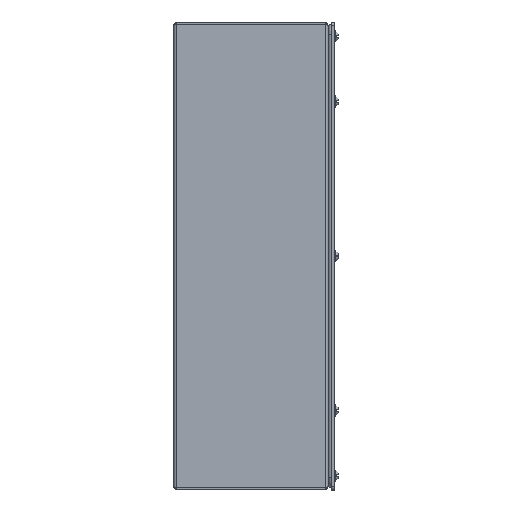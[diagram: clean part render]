
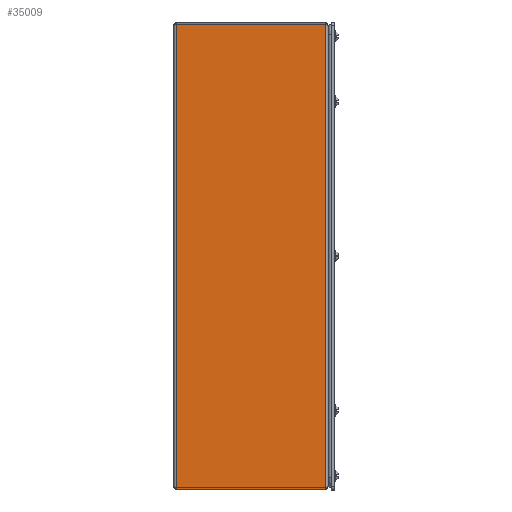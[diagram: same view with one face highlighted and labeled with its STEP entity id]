
A CAD part, left-side view. The second image highlights one B-rep face of the part: STEP entity #35009.
In plain terms, the highlighted planar face has unit normal (-1, 0, 0).
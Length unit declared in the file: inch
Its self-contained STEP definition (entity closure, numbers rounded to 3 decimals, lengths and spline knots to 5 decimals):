
#1727 = EDGE_CURVE ( 'NONE', #17038, #26360, #13684, .T. ) ;
#1803 = EDGE_CURVE ( 'NONE', #17038, #24599, #29172, .T. ) ;
#3737 = DIRECTION ( 'NONE',  ( 0., 0., -1. ) ) ;
#6966 = ORIENTED_EDGE ( 'NONE', *, *, #37445, .T. ) ;
#7376 = ORIENTED_EDGE ( 'NONE', *, *, #1727, .T. ) ;
#7976 = DIRECTION ( 'NONE',  ( 1., 0., 0. ) ) ;
#8254 = DIRECTION ( 'NONE',  ( 0., 0., 1. ) ) ;
#11989 = VECTOR ( 'NONE', #17128, 39.37008 ) ;
#13550 = EDGE_CURVE ( 'NONE', #14049, #24599, #17832, .T. ) ;
#13684 = LINE ( 'NONE', #36369, #32455 ) ;
#14049 = VERTEX_POINT ( 'NONE', #18817 ) ;
#16591 = CARTESIAN_POINT ( 'NONE',  ( -9.0675, 5.89, 9.0625 ) ) ;
#17038 = VERTEX_POINT ( 'NONE', #16591 ) ;
#17128 = DIRECTION ( 'NONE',  ( 0., -1., 0. ) ) ;
#17341 = FACE_OUTER_BOUND ( 'NONE', #17592, .T. ) ;
#17592 = EDGE_LOOP ( 'NONE', ( #6966, #28403, #35213, #7376 ) ) ;
#17832 = LINE ( 'NONE', #40512, #18722 ) ;
#18722 = VECTOR ( 'NONE', #8254, 39.37008 ) ;
#18817 = CARTESIAN_POINT ( 'NONE',  ( -9.0675, 0.11, -9.0675 ) ) ;
#20080 = AXIS2_PLACEMENT_3D ( 'NONE', #26675, #7976, #30250 ) ;
#20293 = LINE ( 'NONE', #33224, #11989 ) ;
#23654 = VECTOR ( 'NONE', #36992, 39.37008 ) ;
#24599 = VERTEX_POINT ( 'NONE', #29806 ) ;
#24626 = CARTESIAN_POINT ( 'NONE',  ( -9.0675, 5.89, -9.0675 ) ) ;
#25999 = CARTESIAN_POINT ( 'NONE',  ( -9.0675, 6., 9.0625 ) ) ;
#26360 = VERTEX_POINT ( 'NONE', #24626 ) ;
#26675 = CARTESIAN_POINT ( 'NONE',  ( -9.0675, 6., -9.0675 ) ) ;
#28403 = ORIENTED_EDGE ( 'NONE', *, *, #13550, .T. ) ;
#29172 = LINE ( 'NONE', #25999, #23654 ) ;
#29806 = CARTESIAN_POINT ( 'NONE',  ( -9.0675, 0.11, 9.0625 ) ) ;
#30250 = DIRECTION ( 'NONE',  ( 0., 0., -1. ) ) ;
#32455 = VECTOR ( 'NONE', #3737, 39.37008 ) ;
#33224 = CARTESIAN_POINT ( 'NONE',  ( -9.0675, 6., -9.0675 ) ) ;
#35009 = ADVANCED_FACE ( 'NONE', ( #17341 ), #39398, .F. ) ;
#35213 = ORIENTED_EDGE ( 'NONE', *, *, #1803, .F. ) ;
#36369 = CARTESIAN_POINT ( 'NONE',  ( -9.0675, 5.89, -9.0675 ) ) ;
#36992 = DIRECTION ( 'NONE',  ( 0., -1., 0. ) ) ;
#37445 = EDGE_CURVE ( 'NONE', #26360, #14049, #20293, .T. ) ;
#39398 = PLANE ( 'NONE',  #20080 ) ;
#40512 = CARTESIAN_POINT ( 'NONE',  ( -9.0675, 0.11, 9.0625 ) ) ;
